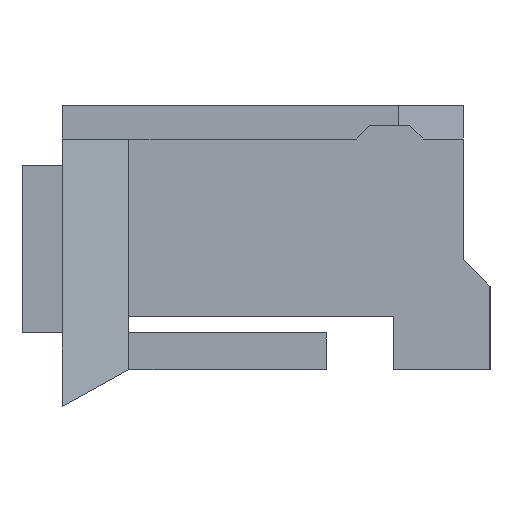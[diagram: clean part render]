
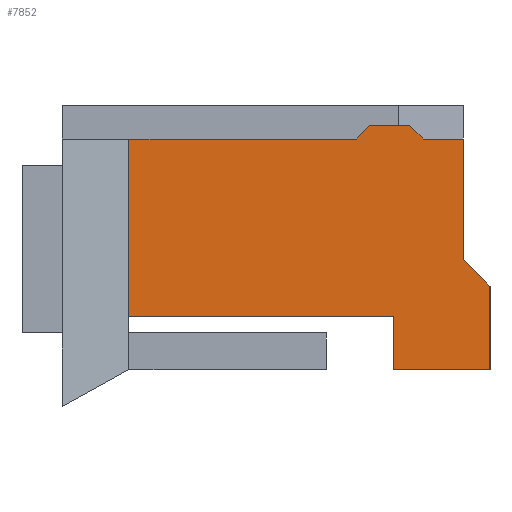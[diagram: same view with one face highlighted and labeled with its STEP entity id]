
A CAD part, left-side view. The second image highlights one B-rep face of the part: STEP entity #7852.
In plain terms, the highlighted planar face has unit normal (-1, 0, 0).
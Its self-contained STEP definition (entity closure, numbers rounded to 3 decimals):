
#57=DIRECTION('',(0.,1.,0.));
#58=VECTOR('',#57,3.4);
#59=CARTESIAN_POINT('',(-10.3,-4.4,0.));
#60=LINE('',#59,#58);
#77=DIRECTION('',(0.,1.,0.));
#78=VECTOR('',#77,0.6);
#79=CARTESIAN_POINT('',(-10.3,-6.,0.));
#80=LINE('',#79,#78);
#309=DIRECTION('',(0.,0.,-1.));
#310=VECTOR('',#309,1.8);
#311=CARTESIAN_POINT('',(-10.3,-6.,0.));
#312=LINE('',#311,#310);
#517=DIRECTION('',(0.,1.,0.));
#518=VECTOR('',#517,1.45);
#519=CARTESIAN_POINT('',(-10.3,-6.4,-3.45));
#520=LINE('',#519,#518);
#845=DIRECTION('',(0.,0.,-1.));
#846=VECTOR('',#845,1.25);
#847=CARTESIAN_POINT('',(-10.3,-6.4,-2.2));
#848=LINE('',#847,#846);
#877=DIRECTION('',(0.,0.,1.));
#878=VECTOR('',#877,0.8);
#879=CARTESIAN_POINT('',(-10.3,-4.95,-3.45));
#880=LINE('',#879,#878);
#1765=DIRECTION('',(0.,-0.707,0.707));
#1766=VECTOR('',#1765,0.283);
#1767=CARTESIAN_POINT('',(-10.3,-4.4,0.));
#1768=LINE('',#1767,#1766);
#1769=DIRECTION('',(0.,-1.,0.));
#1770=VECTOR('',#1769,0.6);
#1771=CARTESIAN_POINT('',(-10.3,-4.6,0.2));
#1772=LINE('',#1771,#1770);
#1773=DIRECTION('',(0.,-0.707,-0.707));
#1774=VECTOR('',#1773,0.283);
#1775=CARTESIAN_POINT('',(-10.3,-5.2,0.2));
#1776=LINE('',#1775,#1774);
#1777=DIRECTION('',(0.,0.,-1.));
#1778=VECTOR('',#1777,2.65);
#1779=CARTESIAN_POINT('',(-10.3,-1.,0.));
#1780=LINE('',#1779,#1778);
#1801=DIRECTION('',(0.,-0.707,-0.707));
#1802=VECTOR('',#1801,0.566);
#1803=CARTESIAN_POINT('',(-10.3,-6.,-1.8));
#1804=LINE('',#1803,#1802);
#3501=DIRECTION('',(0.,-1.,0.));
#3502=VECTOR('',#3501,3.95);
#3503=CARTESIAN_POINT('',(-10.3,-1.,-2.65));
#3504=LINE('',#3503,#3502);
#4641=CARTESIAN_POINT('',(-10.3,-6.,0.));
#4642=CARTESIAN_POINT('',(-10.3,-6.,-1.8));
#4643=VERTEX_POINT('',#4641);
#4644=VERTEX_POINT('',#4642);
#4645=CARTESIAN_POINT('',(-10.3,-6.4,-2.2));
#4646=VERTEX_POINT('',#4645);
#4647=CARTESIAN_POINT('',(-10.3,-6.4,-3.45));
#4648=VERTEX_POINT('',#4647);
#4649=CARTESIAN_POINT('',(-10.3,-4.95,-3.45));
#4650=VERTEX_POINT('',#4649);
#4651=CARTESIAN_POINT('',(-10.3,-4.95,-2.65));
#4652=VERTEX_POINT('',#4651);
#4658=CARTESIAN_POINT('',(-10.3,-1.,0.));
#4660=VERTEX_POINT('',#4658);
#4995=CARTESIAN_POINT('',(-10.3,-1.,-2.65));
#4996=VERTEX_POINT('',#4995);
#5473=CARTESIAN_POINT('',(-10.3,-4.6,0.2));
#5474=CARTESIAN_POINT('',(-10.3,-5.2,0.2));
#5475=VERTEX_POINT('',#5473);
#5476=VERTEX_POINT('',#5474);
#5481=CARTESIAN_POINT('',(-10.3,-4.4,0.));
#5482=VERTEX_POINT('',#5481);
#5483=CARTESIAN_POINT('',(-10.3,-5.4,0.));
#5484=VERTEX_POINT('',#5483);
#7828=CARTESIAN_POINT('',(-10.3,-1.,0.));
#7829=DIRECTION('',(1.,0.,0.));
#7830=DIRECTION('',(0.,-1.,0.));
#7831=AXIS2_PLACEMENT_3D('',#7828,#7829,#7830);
#7832=PLANE('',#7831);
#7833=ORIENTED_EDGE('',*,*,#6170,.F.);
#7835=ORIENTED_EDGE('',*,*,#7834,.T.);
#7837=ORIENTED_EDGE('',*,*,#7836,.T.);
#7839=ORIENTED_EDGE('',*,*,#7838,.T.);
#7840=ORIENTED_EDGE('',*,*,#6182,.F.);
#7841=ORIENTED_EDGE('',*,*,#6260,.T.);
#7843=ORIENTED_EDGE('',*,*,#7842,.T.);
#7844=ORIENTED_EDGE('',*,*,#6983,.T.);
#7845=ORIENTED_EDGE('',*,*,#6683,.T.);
#7846=ORIENTED_EDGE('',*,*,#7036,.T.);
#7848=ORIENTED_EDGE('',*,*,#7847,.F.);
#7849=ORIENTED_EDGE('',*,*,#7818,.F.);
#7850=EDGE_LOOP('',(#7833,#7835,#7837,#7839,#7840,#7841,#7843,#7844,#7845,#7846,
#7848,#7849));
#7851=FACE_OUTER_BOUND('',#7850,.F.);
#6170=EDGE_CURVE('',#5482,#4660,#60,.T.);
#6182=EDGE_CURVE('',#4643,#5484,#80,.T.);
#6260=EDGE_CURVE('',#4643,#4644,#312,.T.);
#6683=EDGE_CURVE('',#4648,#4650,#520,.T.);
#6983=EDGE_CURVE('',#4646,#4648,#848,.T.);
#7036=EDGE_CURVE('',#4650,#4652,#880,.T.);
#7818=EDGE_CURVE('',#4660,#4996,#1780,.T.);
#7834=EDGE_CURVE('',#5482,#5475,#1768,.T.);
#7836=EDGE_CURVE('',#5475,#5476,#1772,.T.);
#7838=EDGE_CURVE('',#5476,#5484,#1776,.T.);
#7842=EDGE_CURVE('',#4644,#4646,#1804,.T.);
#7847=EDGE_CURVE('',#4996,#4652,#3504,.T.);
#7852=ADVANCED_FACE('',(#7851),#7832,.F.);
